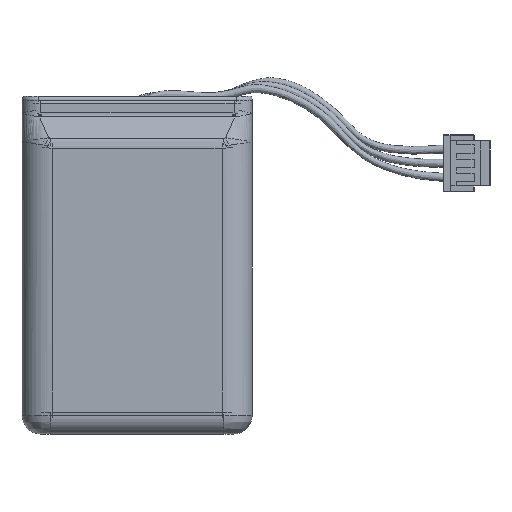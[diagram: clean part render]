
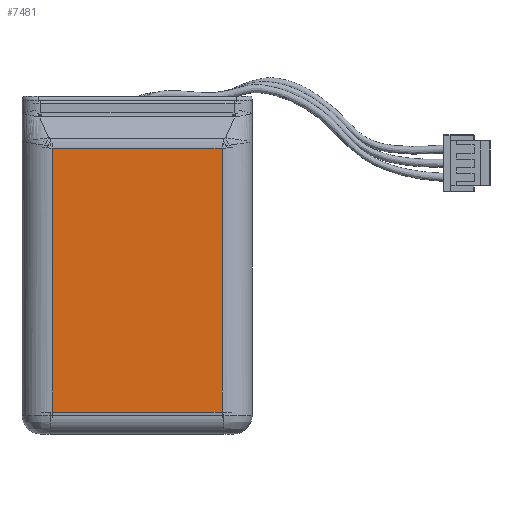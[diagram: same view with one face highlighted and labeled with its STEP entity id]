
A CAD part, front view. The second image highlights one B-rep face of the part: STEP entity #7481.
In plain terms, the highlighted planar face has unit normal (0, -1, 0).
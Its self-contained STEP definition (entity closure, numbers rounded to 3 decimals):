
#468=PLANE('',#8197);
#1066=FACE_OUTER_BOUND('',#1539,.T.);
#1539=EDGE_LOOP('',(#6831,#6832,#6833,#6834));
#2426=LINE('',#16336,#3048);
#2430=LINE('',#16385,#3052);
#2432=LINE('',#16413,#3054);
#2433=LINE('',#16414,#3055);
#3048=VECTOR('',#10152,9.783);
#3052=VECTOR('',#10174,9.783);
#3054=VECTOR('',#10182,9.783);
#3055=VECTOR('',#10183,9.783);
#3668=VERTEX_POINT('',#16333);
#3669=VERTEX_POINT('',#16335);
#3675=VERTEX_POINT('',#16384);
#3680=VERTEX_POINT('',#16412);
#4720=EDGE_CURVE('',#3668,#3669,#2426,.T.);
#4731=EDGE_CURVE('',#3669,#3675,#2430,.T.);
#4737=EDGE_CURVE('',#3680,#3668,#2432,.T.);
#4738=EDGE_CURVE('',#3675,#3680,#2433,.T.);
#6831=ORIENTED_EDGE('',*,*,#4720,.F.);
#6832=ORIENTED_EDGE('',*,*,#4737,.F.);
#6833=ORIENTED_EDGE('',*,*,#4738,.F.);
#6834=ORIENTED_EDGE('',*,*,#4731,.F.);
#7481=ADVANCED_FACE('',(#1066),#468,.T.);
#8197=AXIS2_PLACEMENT_3D('',#16411,#10180,#10181);
#10152=DIRECTION('',(-1.,0.,0.));
#10174=DIRECTION('',(0.,0.,1.));
#10180=DIRECTION('center_axis',(0.,-1.,0.));
#10181=DIRECTION('ref_axis',(1.,0.,0.));
#10182=DIRECTION('',(0.,0.,-1.));
#10183=DIRECTION('',(1.,0.,0.));
#16333=CARTESIAN_POINT('',(9.001,2.309,-15.653));
#16335=CARTESIAN_POINT('',(-9.001,2.309,-15.653));
#16336=CARTESIAN_POINT('',(-4.5,2.309,-15.653));
#16384=CARTESIAN_POINT('',(-9.001,2.309,12.312));
#16385=CARTESIAN_POINT('',(-9.001,2.309,0.));
#16411=CARTESIAN_POINT('Origin',(-9.001,2.309,0.));
#16412=CARTESIAN_POINT('',(9.001,2.309,12.312));
#16413=CARTESIAN_POINT('',(9.001,2.309,0.));
#16414=CARTESIAN_POINT('',(0.,2.309,12.312));
